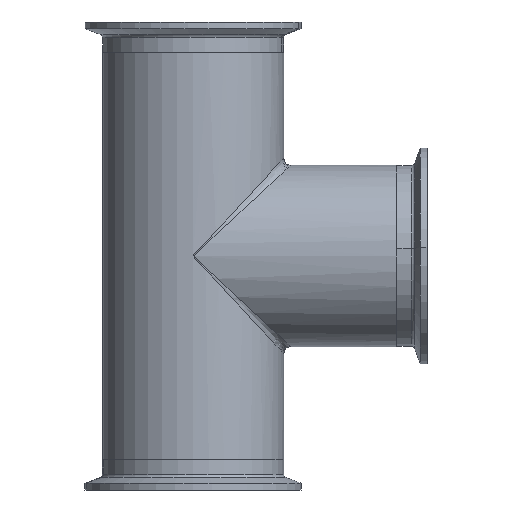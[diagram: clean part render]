
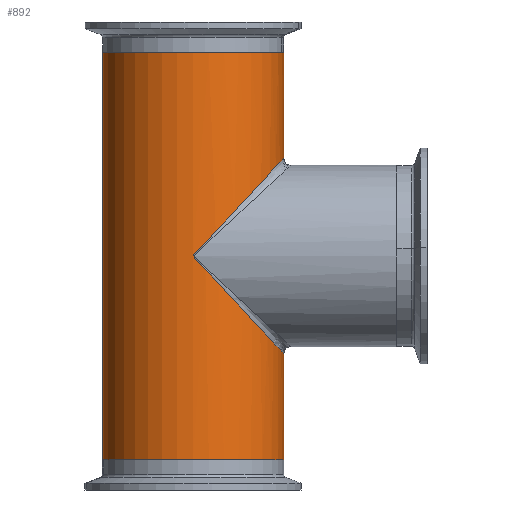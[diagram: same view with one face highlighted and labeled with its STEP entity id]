
A CAD part, front view. The second image highlights one B-rep face of the part: STEP entity #892.
In plain terms, the highlighted cylindrical face has radius 38.1 mm (diameter 76.2 mm), a partial arc.
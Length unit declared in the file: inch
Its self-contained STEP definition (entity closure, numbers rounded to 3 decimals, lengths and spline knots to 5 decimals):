
#86 = ORIENTED_EDGE ( 'NONE', *, *, #375, .F. ) ;
#143 = DIRECTION ( 'NONE',  ( 0., 0., -1. ) ) ;
#161 = CYLINDRICAL_SURFACE ( 'NONE', #696, 1.5 ) ;
#196 = DIRECTION ( 'NONE',  ( 0., 0., -1. ) ) ;
#233 = ORIENTED_EDGE ( 'NONE', *, *, #1329, .F. ) ;
#250 = CARTESIAN_POINT ( 'NONE',  ( 0., 0., -3.37402 ) ) ;
#266 = DIRECTION ( 'NONE',  ( 1., 0., 0. ) ) ;
#287 = ORIENTED_EDGE ( 'NONE', *, *, #430, .T. ) ;
#293 = CARTESIAN_POINT ( 'NONE',  ( -1.5, 0., 3.37402 ) ) ;
#314 = CARTESIAN_POINT ( 'NONE',  ( 1.5, -0.87868, 1.61811 ) ) ;
#316 =( BOUNDED_CURVE ( )  B_SPLINE_CURVE ( 3, ( #1326, #525, #661, #1349 ),
 .UNSPECIFIED., .F., .T. ) 
 B_SPLINE_CURVE_WITH_KNOTS ( ( 4, 4 ),
 ( 3.14159, 4.71239 ),
 .UNSPECIFIED. ) 
 CURVE ( )  GEOMETRIC_REPRESENTATION_ITEM ( )  RATIONAL_B_SPLINE_CURVE ( ( 1., 0.805, 0.805, 1. ) ) 
 REPRESENTATION_ITEM ( '' )  );
#320 = VERTEX_POINT ( 'NONE', #1138 ) ;
#323 = ORIENTED_EDGE ( 'NONE', *, *, #1062, .T. ) ;
#371 =( BOUNDED_CURVE ( )  B_SPLINE_CURVE ( 3, ( #1243, #438, #314, #1615 ),
 .UNSPECIFIED., .F., .T. ) 
 B_SPLINE_CURVE_WITH_KNOTS ( ( 4, 4 ),
 ( 1.5708, 3.14159 ),
 .UNSPECIFIED. ) 
 CURVE ( )  GEOMETRIC_REPRESENTATION_ITEM ( )  RATIONAL_B_SPLINE_CURVE ( ( 1., 0.805, 0.805, 1. ) ) 
 REPRESENTATION_ITEM ( '' )  );
#375 = EDGE_CURVE ( 'NONE', #320, #1223, #1095, .T. ) ;
#430 = EDGE_CURVE ( 'NONE', #961, #1223, #1205, .T. ) ;
#438 = CARTESIAN_POINT ( 'NONE',  ( 0.87868, -1.5, 0.94787 ) ) ;
#446 = CARTESIAN_POINT ( 'NONE',  ( 0., 0., 3.37402 ) ) ;
#503 = VERTEX_POINT ( 'NONE', #293 ) ;
#507 = EDGE_CURVE ( 'NONE', #1445, #1297, #1476, .T. ) ;
#513 = CARTESIAN_POINT ( 'NONE',  ( -1.5, 0., -3.37402 ) ) ;
#525 = CARTESIAN_POINT ( 'NONE',  ( 1.5, -0.87868, -1.61811 ) ) ;
#628 = CARTESIAN_POINT ( 'NONE',  ( 0., 0., 3.37402 ) ) ;
#637 = AXIS2_PLACEMENT_3D ( 'NONE', #250, #1050, #266 ) ;
#643 = ORIENTED_EDGE ( 'NONE', *, *, #507, .F. ) ;
#661 = CARTESIAN_POINT ( 'NONE',  ( 0.87868, -1.5, -0.94787 ) ) ;
#674 = CARTESIAN_POINT ( 'NONE',  ( 1.5, 0., -3.37402 ) ) ;
#693 = EDGE_CURVE ( 'NONE', #1575, #1297, #371, .T. ) ;
#696 = AXIS2_PLACEMENT_3D ( 'NONE', #446, #196, #1249 ) ;
#761 = CARTESIAN_POINT ( 'NONE',  ( 1.5, 0., 3.37402 ) ) ;
#791 = VECTOR ( 'NONE', #143, 39.37008 ) ;
#892 = ADVANCED_FACE ( 'NONE', ( #1082 ), #161, .T. ) ;
#896 = DIRECTION ( 'NONE',  ( 0., 0., -1. ) ) ;
#928 = DIRECTION ( 'NONE',  ( 0., 0., -1. ) ) ;
#961 = VERTEX_POINT ( 'NONE', #513 ) ;
#986 = CARTESIAN_POINT ( 'NONE',  ( 0., -1.5, 0. ) ) ;
#1028 = DIRECTION ( 'NONE',  ( 0., 0., 1. ) ) ;
#1029 = CARTESIAN_POINT ( 'NONE',  ( 1.5, 0., 3.37402 ) ) ;
#1050 = DIRECTION ( 'NONE',  ( 0., 0., 1. ) ) ;
#1062 = EDGE_CURVE ( 'NONE', #320, #1575, #316, .T. ) ;
#1074 = CARTESIAN_POINT ( 'NONE',  ( 1.5, 0., 1.61811 ) ) ;
#1082 = FACE_OUTER_BOUND ( 'NONE', #1311, .T. ) ;
#1095 = LINE ( 'NONE', #1029, #1230 ) ;
#1138 = CARTESIAN_POINT ( 'NONE',  ( 1.5, 0., -1.61811 ) ) ;
#1150 = LINE ( 'NONE', #1201, #791 ) ;
#1192 = ORIENTED_EDGE ( 'NONE', *, *, #693, .T. ) ;
#1201 = CARTESIAN_POINT ( 'NONE',  ( -1.5, 0., 3.37402 ) ) ;
#1205 = CIRCLE ( 'NONE', #637, 1.5 ) ;
#1223 = VERTEX_POINT ( 'NONE', #674 ) ;
#1230 = VECTOR ( 'NONE', #896, 39.37008 ) ;
#1243 = CARTESIAN_POINT ( 'NONE',  ( 0., -1.5, 0. ) ) ;
#1249 = DIRECTION ( 'NONE',  ( -1., 0., 0. ) ) ;
#1274 = EDGE_CURVE ( 'NONE', #503, #961, #1150, .T. ) ;
#1297 = VERTEX_POINT ( 'NONE', #1074 ) ;
#1311 = EDGE_LOOP ( 'NONE', ( #643, #233, #1394, #287, #86, #323, #1192 ) ) ;
#1326 = CARTESIAN_POINT ( 'NONE',  ( 1.5, 0., -1.61811 ) ) ;
#1329 = EDGE_CURVE ( 'NONE', #503, #1445, #1683, .T. ) ;
#1349 = CARTESIAN_POINT ( 'NONE',  ( 0., -1.5, 0. ) ) ;
#1394 = ORIENTED_EDGE ( 'NONE', *, *, #1274, .T. ) ;
#1433 = DIRECTION ( 'NONE',  ( 1., 0., 0. ) ) ;
#1445 = VERTEX_POINT ( 'NONE', #761 ) ;
#1476 = LINE ( 'NONE', #1608, #1692 ) ;
#1575 = VERTEX_POINT ( 'NONE', #986 ) ;
#1608 = CARTESIAN_POINT ( 'NONE',  ( 1.5, 0., 3.37402 ) ) ;
#1612 = AXIS2_PLACEMENT_3D ( 'NONE', #628, #1028, #1433 ) ;
#1615 = CARTESIAN_POINT ( 'NONE',  ( 1.5, 0., 1.61811 ) ) ;
#1683 = CIRCLE ( 'NONE', #1612, 1.5 ) ;
#1692 = VECTOR ( 'NONE', #928, 39.37008 ) ;
